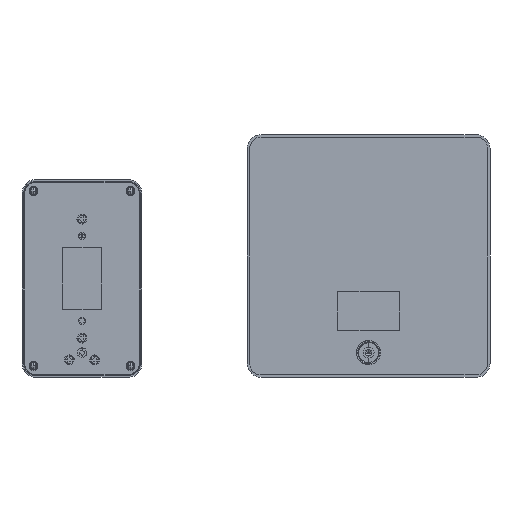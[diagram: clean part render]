
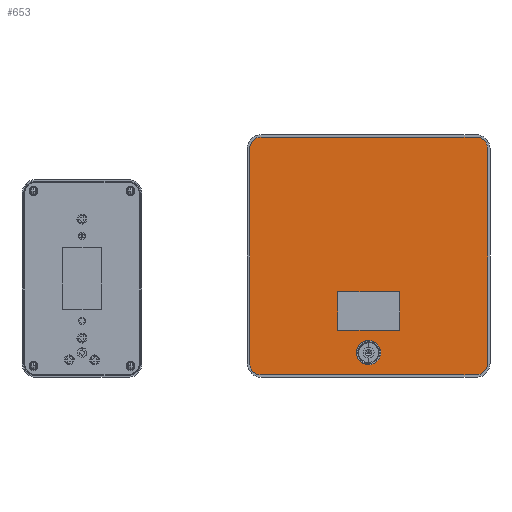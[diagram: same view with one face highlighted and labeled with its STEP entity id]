
A CAD part, front view. The second image highlights one B-rep face of the part: STEP entity #653.
In plain terms, the highlighted planar face has unit normal (0, -1, 0).
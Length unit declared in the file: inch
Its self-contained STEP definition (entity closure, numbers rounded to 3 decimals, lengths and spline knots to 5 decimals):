
#107=FACE_BOUND('',#3998,.T.);
#108=FACE_BOUND('',#3999,.T.);
#653=ADVANCED_FACE('',(#2317,#107,#108),#26048,.T.);
#2317=FACE_OUTER_BOUND('',#3997,.T.);
#3997=EDGE_LOOP('',(#6142,#6143,#6144,#6145,#6146,#6147,#6148,#6149));
#3998=EDGE_LOOP('',(#6150,#6151));
#3999=EDGE_LOOP('',(#6152,#6153,#6154,#6155));
#6142=ORIENTED_EDGE('',*,*,#14674,.F.);
#6143=ORIENTED_EDGE('',*,*,#14695,.F.);
#6144=ORIENTED_EDGE('',*,*,#14675,.F.);
#6145=ORIENTED_EDGE('',*,*,#14691,.F.);
#6146=ORIENTED_EDGE('',*,*,#14676,.F.);
#6147=ORIENTED_EDGE('',*,*,#14687,.F.);
#6148=ORIENTED_EDGE('',*,*,#14677,.F.);
#6149=ORIENTED_EDGE('',*,*,#14682,.F.);
#6150=ORIENTED_EDGE('',*,*,#14664,.T.);
#6151=ORIENTED_EDGE('',*,*,#14699,.F.);
#6152=ORIENTED_EDGE('',*,*,#14678,.F.);
#6153=ORIENTED_EDGE('',*,*,#14679,.F.);
#6154=ORIENTED_EDGE('',*,*,#14680,.F.);
#6155=ORIENTED_EDGE('',*,*,#14681,.F.);
#14664=EDGE_CURVE('',#23323,#23322,#21625,.T.);
#14674=EDGE_CURVE('',#23338,#23336,#18926,.T.);
#14675=EDGE_CURVE('',#23340,#23339,#18927,.T.);
#14676=EDGE_CURVE('',#23342,#23341,#18928,.T.);
#14677=EDGE_CURVE('',#23337,#23343,#18929,.T.);
#14678=EDGE_CURVE('',#23344,#23345,#18930,.T.);
#14679=EDGE_CURVE('',#23346,#23344,#18931,.T.);
#14680=EDGE_CURVE('',#23347,#23346,#18932,.T.);
#14681=EDGE_CURVE('',#23345,#23347,#18933,.T.);
#14682=EDGE_CURVE('',#23336,#23337,#21626,.T.);
#14687=EDGE_CURVE('',#23343,#23342,#21628,.T.);
#14691=EDGE_CURVE('',#23341,#23340,#21630,.T.);
#14695=EDGE_CURVE('',#23339,#23338,#21632,.T.);
#14699=EDGE_CURVE('',#23323,#23322,#21635,.T.);
#18926=B_SPLINE_CURVE_WITH_KNOTS('',1,(#32219,#32220),.UNSPECIFIED.,.F.,
 .F.,(2,2),(-6.9685,0.),.UNSPECIFIED.);
#18927=B_SPLINE_CURVE_WITH_KNOTS('',1,(#32221,#32222),.UNSPECIFIED.,.F.,
 .F.,(2,2),(-6.9685,0.),.UNSPECIFIED.);
#18928=B_SPLINE_CURVE_WITH_KNOTS('',1,(#32223,#32224),.UNSPECIFIED.,.F.,
 .F.,(2,2),(-6.9685,0.),.UNSPECIFIED.);
#18929=B_SPLINE_CURVE_WITH_KNOTS('',1,(#32225,#32226),.UNSPECIFIED.,.F.,
 .F.,(2,2),(-6.9685,0.),.UNSPECIFIED.);
#18930=B_SPLINE_CURVE_WITH_KNOTS('',1,(#32227,#32228),.UNSPECIFIED.,.F.,
 .F.,(2,2),(-1.25984,0.),.UNSPECIFIED.);
#18931=B_SPLINE_CURVE_WITH_KNOTS('',1,(#32229,#32230),.UNSPECIFIED.,.F.,
 .F.,(2,2),(-2.00787,0.),.UNSPECIFIED.);
#18932=B_SPLINE_CURVE_WITH_KNOTS('',1,(#32231,#32232),.UNSPECIFIED.,.F.,
 .F.,(2,2),(-1.25984,0.),.UNSPECIFIED.);
#18933=B_SPLINE_CURVE_WITH_KNOTS('',1,(#32233,#32234),.UNSPECIFIED.,.F.,
 .F.,(2,2),(-2.00787,0.),.UNSPECIFIED.);
#21625=(
BOUNDED_CURVE()
B_SPLINE_CURVE(2,(#32196,#32197,#32198,#32199,#32200),.UNSPECIFIED.,.F.,
 .F.)
B_SPLINE_CURVE_WITH_KNOTS((3,2,3),(-1.23685,-0.61842,
0.),.UNSPECIFIED.)
CURVE()
GEOMETRIC_REPRESENTATION_ITEM()
RATIONAL_B_SPLINE_CURVE((1.,0.707,1.,0.707,1.))
REPRESENTATION_ITEM('')
);
#21626=(
BOUNDED_CURVE()
B_SPLINE_CURVE(2,(#32235,#32236,#32237),.UNSPECIFIED.,.F.,.F.)
B_SPLINE_CURVE_WITH_KNOTS((3,3),(0.,0.5875),.UNSPECIFIED.)
CURVE()
GEOMETRIC_REPRESENTATION_ITEM()
RATIONAL_B_SPLINE_CURVE((1.,0.707,1.))
REPRESENTATION_ITEM('')
);
#21628=(
BOUNDED_CURVE()
B_SPLINE_CURVE(2,(#32247,#32248,#32249),.UNSPECIFIED.,.F.,.F.)
B_SPLINE_CURVE_WITH_KNOTS((3,3),(0.,0.5875),.UNSPECIFIED.)
CURVE()
GEOMETRIC_REPRESENTATION_ITEM()
RATIONAL_B_SPLINE_CURVE((1.,0.707,1.))
REPRESENTATION_ITEM('')
);
#21630=(
BOUNDED_CURVE()
B_SPLINE_CURVE(2,(#32257,#32258,#32259),.UNSPECIFIED.,.F.,.F.)
B_SPLINE_CURVE_WITH_KNOTS((3,3),(0.,0.5875),.UNSPECIFIED.)
CURVE()
GEOMETRIC_REPRESENTATION_ITEM()
RATIONAL_B_SPLINE_CURVE((1.,0.707,1.))
REPRESENTATION_ITEM('')
);
#21632=(
BOUNDED_CURVE()
B_SPLINE_CURVE(2,(#32267,#32268,#32269),.UNSPECIFIED.,.F.,.F.)
B_SPLINE_CURVE_WITH_KNOTS((3,3),(0.,0.5875),.UNSPECIFIED.)
CURVE()
GEOMETRIC_REPRESENTATION_ITEM()
RATIONAL_B_SPLINE_CURVE((1.,0.707,1.))
REPRESENTATION_ITEM('')
);
#21635=(
BOUNDED_CURVE()
B_SPLINE_CURVE(2,(#32280,#32281,#32282,#32283,#32284),.UNSPECIFIED.,.F.,
 .F.)
B_SPLINE_CURVE_WITH_KNOTS((3,2,3),(0.,0.61842,1.23685),
 .UNSPECIFIED.)
CURVE()
GEOMETRIC_REPRESENTATION_ITEM()
RATIONAL_B_SPLINE_CURVE((1.,0.707,1.,0.707,1.))
REPRESENTATION_ITEM('')
);
#23322=VERTEX_POINT('',#32163);
#23323=VERTEX_POINT('',#32164);
#23336=VERTEX_POINT('',#32177);
#23337=VERTEX_POINT('',#32178);
#23338=VERTEX_POINT('',#32179);
#23339=VERTEX_POINT('',#32180);
#23340=VERTEX_POINT('',#32181);
#23341=VERTEX_POINT('',#32182);
#23342=VERTEX_POINT('',#32183);
#23343=VERTEX_POINT('',#32184);
#23344=VERTEX_POINT('',#32185);
#23345=VERTEX_POINT('',#32186);
#23346=VERTEX_POINT('',#32187);
#23347=VERTEX_POINT('',#32188);
#26048=PLANE('',#28319);
#28319=AXIS2_PLACEMENT_3D('',#32062,#29104,$);
#29104=DIRECTION('',(0.,-1.,0.));
#32062=CARTESIAN_POINT('',(-4.63004,0.,-4.63004));
#32163=CARTESIAN_POINT('',(0.,0.,-2.74213));
#32164=CARTESIAN_POINT('',(0.,0.,-3.52953));
#32177=CARTESIAN_POINT('',(-3.48425,0.,-3.85827));
#32178=CARTESIAN_POINT('',(-3.85827,0.,-3.48425));
#32179=CARTESIAN_POINT('',(3.48425,0.,-3.85827));
#32180=CARTESIAN_POINT('',(3.85827,0.,-3.48425));
#32181=CARTESIAN_POINT('',(3.85827,0.,3.48425));
#32182=CARTESIAN_POINT('',(3.48425,0.,3.85827));
#32183=CARTESIAN_POINT('',(-3.48425,0.,3.85827));
#32184=CARTESIAN_POINT('',(-3.85827,0.,3.48425));
#32185=CARTESIAN_POINT('',(-1.00394,0.,-1.15354));
#32186=CARTESIAN_POINT('',(-1.00394,0.,-2.41339));
#32187=CARTESIAN_POINT('',(1.00394,0.,-1.15354));
#32188=CARTESIAN_POINT('',(1.00394,0.,-2.41339));
#32196=CARTESIAN_POINT('',(0.,0.,-3.52953));
#32197=CARTESIAN_POINT('',(-0.3937,0.,-3.52953));
#32198=CARTESIAN_POINT('',(-0.3937,0.,-3.13583));
#32199=CARTESIAN_POINT('',(-0.3937,0.,-2.74213));
#32200=CARTESIAN_POINT('',(0.,0.,-2.74213));
#32219=CARTESIAN_POINT('',(3.48425,0.,-3.85827));
#32220=CARTESIAN_POINT('',(-3.48425,0.,-3.85827));
#32221=CARTESIAN_POINT('',(3.85827,0.,3.48425));
#32222=CARTESIAN_POINT('',(3.85827,0.,-3.48425));
#32223=CARTESIAN_POINT('',(-3.48425,0.,3.85827));
#32224=CARTESIAN_POINT('',(3.48425,0.,3.85827));
#32225=CARTESIAN_POINT('',(-3.85827,0.,-3.48425));
#32226=CARTESIAN_POINT('',(-3.85827,0.,3.48425));
#32227=CARTESIAN_POINT('',(-1.00394,0.,-1.15354));
#32228=CARTESIAN_POINT('',(-1.00394,0.,-2.41339));
#32229=CARTESIAN_POINT('',(1.00394,0.,-1.15354));
#32230=CARTESIAN_POINT('',(-1.00394,0.,-1.15354));
#32231=CARTESIAN_POINT('',(1.00394,0.,-2.41339));
#32232=CARTESIAN_POINT('',(1.00394,0.,-1.15354));
#32233=CARTESIAN_POINT('',(-1.00394,0.,-2.41339));
#32234=CARTESIAN_POINT('',(1.00394,0.,-2.41339));
#32235=CARTESIAN_POINT('',(-3.48425,0.,-3.85827));
#32236=CARTESIAN_POINT('',(-3.85827,0.,-3.85827));
#32237=CARTESIAN_POINT('',(-3.85827,0.,-3.48425));
#32247=CARTESIAN_POINT('',(-3.85827,0.,3.48425));
#32248=CARTESIAN_POINT('',(-3.85827,0.,3.85827));
#32249=CARTESIAN_POINT('',(-3.48425,0.,3.85827));
#32257=CARTESIAN_POINT('',(3.48425,0.,3.85827));
#32258=CARTESIAN_POINT('',(3.85827,0.,3.85827));
#32259=CARTESIAN_POINT('',(3.85827,0.,3.48425));
#32267=CARTESIAN_POINT('',(3.85827,0.,-3.48425));
#32268=CARTESIAN_POINT('',(3.85827,0.,-3.85827));
#32269=CARTESIAN_POINT('',(3.48425,0.,-3.85827));
#32280=CARTESIAN_POINT('',(0.,0.,-3.52953));
#32281=CARTESIAN_POINT('',(0.3937,0.,-3.52953));
#32282=CARTESIAN_POINT('',(0.3937,0.,-3.13583));
#32283=CARTESIAN_POINT('',(0.3937,0.,-2.74213));
#32284=CARTESIAN_POINT('',(0.,0.,-2.74213));
